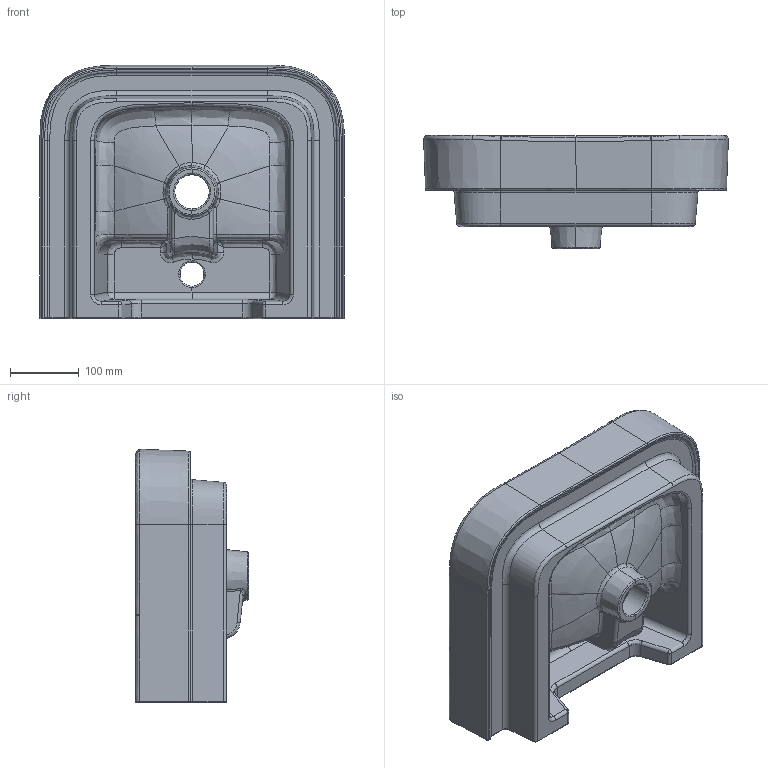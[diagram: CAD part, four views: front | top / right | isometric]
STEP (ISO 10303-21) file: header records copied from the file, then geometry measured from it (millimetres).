
FILE_DESCRIPTION (( 'STEP AP214' ), '1' );
FILE_NAME ('VIT045B_STEP_V10521.STEP', '2021-05-25T11:12:08', ( '' ), ( '' ), 'SwSTEP 2.0', 'SolidWorks 2019', '' );
FILE_SCHEMA (( 'AUTOMOTIVE_DESIGN' ));
Length unit declared in the file: millimetre
Products named in the file (1): VIT045B_STEP_V10521
Bounding box: 444.53 x 165 x 369.71 mm (x, y, z)
Volume: 7664754.9 mm3; surface area: 633902.2 mm2
Topology: 1 solids, 1 shells, 356 faces, 833 edges, 469 vertices
Faces by surface type: bspline 206, cylinder 75, plane 29, torus 26, sphere 16, cone 4
Entity records: 30444 total; most frequent: CARTESIAN_POINT 23856, ORIENTED_EDGE 1626, DIRECTION 1032, EDGE_CURVE 813, VERTEX_POINT 459, AXIS2_PLACEMENT_3D 425, EDGE_LOOP 356, ADVANCED_FACE 352
